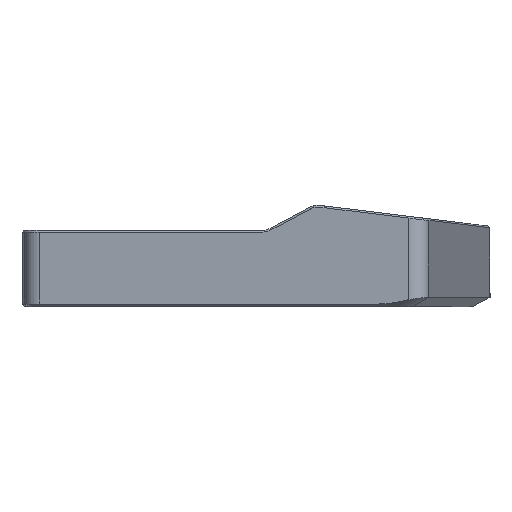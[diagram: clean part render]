
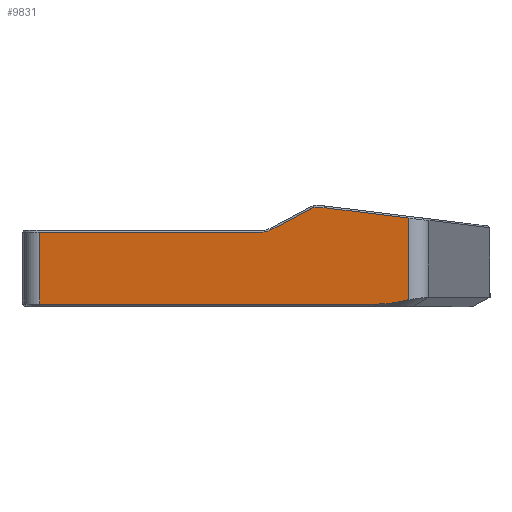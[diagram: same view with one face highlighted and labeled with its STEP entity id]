
A CAD part, left-side view. The second image highlights one B-rep face of the part: STEP entity #9831.
In plain terms, the highlighted planar face has unit normal (-0.993, 0.122, 0).
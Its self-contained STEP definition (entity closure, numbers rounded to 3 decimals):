
#44=ELLIPSE('',#10481,24.472,10.4);
#45=ELLIPSE('',#10520,3.138,2.692);
#46=ELLIPSE('',#10521,3.167,2.702);
#47=ELLIPSE('',#10522,3.834,3.31);
#48=ELLIPSE('',#10523,3.861,3.316);
#277=PLANE('',#10519);
#782=FACE_OUTER_BOUND('',#1344,.T.);
#1344=EDGE_LOOP('',(#8657,#8658,#8659,#8660,#8661,#8662,#8663,#8664,#8665,
#8666,#8667,#8668,#8669,#8670,#8671,#8672));
#2450=LINE('',#30924,#3178);
#2728=LINE('',#32212,#3456);
#2775=LINE('',#32325,#3503);
#2776=LINE('',#32327,#3504);
#2777=LINE('',#32329,#3505);
#2778=LINE('',#32331,#3506);
#2779=LINE('',#32337,#3507);
#2780=LINE('',#32339,#3508);
#2781=LINE('',#32345,#3509);
#2782=LINE('',#32347,#3510);
#2783=LINE('',#32348,#3511);
#3178=VECTOR('',#11616,10.);
#3456=VECTOR('',#12280,10.);
#3503=VECTOR('',#12401,10.);
#3504=VECTOR('',#12402,10.);
#3505=VECTOR('',#12403,10.);
#3506=VECTOR('',#12404,10.);
#3507=VECTOR('',#12409,10.);
#3508=VECTOR('',#12410,10.);
#3509=VECTOR('',#12415,10.);
#3510=VECTOR('',#12416,10.);
#3511=VECTOR('',#12417,10.);
#4250=VERTEX_POINT('',#30906);
#4251=VERTEX_POINT('',#30923);
#4480=VERTEX_POINT('',#32207);
#4481=VERTEX_POINT('',#32211);
#4510=VERTEX_POINT('',#32324);
#4511=VERTEX_POINT('',#32326);
#4512=VERTEX_POINT('',#32328);
#4513=VERTEX_POINT('',#32330);
#4514=VERTEX_POINT('',#32332);
#4515=VERTEX_POINT('',#32334);
#4516=VERTEX_POINT('',#32336);
#4517=VERTEX_POINT('',#32338);
#4518=VERTEX_POINT('',#32340);
#4519=VERTEX_POINT('',#32342);
#4520=VERTEX_POINT('',#32344);
#4521=VERTEX_POINT('',#32346);
#5488=EDGE_CURVE('',#4250,#4251,#2450,.T.);
#5861=EDGE_CURVE('',#4251,#4480,#44,.T.);
#5863=EDGE_CURVE('',#4481,#4480,#2728,.T.);
#5920=EDGE_CURVE('',#4510,#4250,#2775,.T.);
#5921=EDGE_CURVE('',#4511,#4510,#2776,.T.);
#5922=EDGE_CURVE('',#4512,#4511,#2777,.T.);
#5923=EDGE_CURVE('',#4513,#4512,#2778,.T.);
#5924=EDGE_CURVE('',#4514,#4513,#45,.T.);
#5925=EDGE_CURVE('',#4515,#4514,#46,.T.);
#5926=EDGE_CURVE('',#4516,#4515,#2779,.T.);
#5927=EDGE_CURVE('',#4517,#4516,#2780,.T.);
#5928=EDGE_CURVE('',#4518,#4517,#47,.T.);
#5929=EDGE_CURVE('',#4519,#4518,#48,.T.);
#5930=EDGE_CURVE('',#4520,#4519,#2781,.T.);
#5931=EDGE_CURVE('',#4521,#4520,#2782,.T.);
#5932=EDGE_CURVE('',#4481,#4521,#2783,.T.);
#8657=ORIENTED_EDGE('',*,*,#5863,.T.);
#8658=ORIENTED_EDGE('',*,*,#5861,.F.);
#8659=ORIENTED_EDGE('',*,*,#5488,.F.);
#8660=ORIENTED_EDGE('',*,*,#5920,.F.);
#8661=ORIENTED_EDGE('',*,*,#5921,.F.);
#8662=ORIENTED_EDGE('',*,*,#5922,.F.);
#8663=ORIENTED_EDGE('',*,*,#5923,.F.);
#8664=ORIENTED_EDGE('',*,*,#5924,.F.);
#8665=ORIENTED_EDGE('',*,*,#5925,.F.);
#8666=ORIENTED_EDGE('',*,*,#5926,.F.);
#8667=ORIENTED_EDGE('',*,*,#5927,.F.);
#8668=ORIENTED_EDGE('',*,*,#5928,.F.);
#8669=ORIENTED_EDGE('',*,*,#5929,.F.);
#8670=ORIENTED_EDGE('',*,*,#5930,.F.);
#8671=ORIENTED_EDGE('',*,*,#5931,.F.);
#8672=ORIENTED_EDGE('',*,*,#5932,.F.);
#9831=ADVANCED_FACE('',(#782),#277,.T.);
#10481=AXIS2_PLACEMENT_3D('',#32208,#12275,#12276);
#10519=AXIS2_PLACEMENT_3D('',#32323,#12399,#12400);
#10520=AXIS2_PLACEMENT_3D('',#32333,#12405,#12406);
#10521=AXIS2_PLACEMENT_3D('',#32335,#12407,#12408);
#10522=AXIS2_PLACEMENT_3D('',#32341,#12411,#12412);
#10523=AXIS2_PLACEMENT_3D('',#32343,#12413,#12414);
#11616=DIRECTION('',(0.,0.,-1.));
#12275=DIRECTION('center_axis',(0.993,-0.122,0.));
#12276=DIRECTION('ref_axis',(0.108,0.876,-0.469));
#12280=DIRECTION('',(-0.122,-0.993,0.));
#12399=DIRECTION('center_axis',(-0.993,0.122,0.));
#12400=DIRECTION('ref_axis',(0.122,0.993,0.));
#12401=DIRECTION('',(-0.121,-0.985,-0.121));
#12402=DIRECTION('',(-0.121,-0.985,-0.121));
#12403=DIRECTION('',(-0.122,-0.993,0.));
#12404=DIRECTION('',(-0.121,-0.985,-0.121));
#12405=DIRECTION('center_axis',(0.993,-0.122,0.));
#12406=DIRECTION('ref_axis',(-0.121,-0.987,-0.11));
#12407=DIRECTION('center_axis',(0.993,-0.122,0.));
#12408=DIRECTION('ref_axis',(-0.12,-0.977,0.179));
#12409=DIRECTION('',(-0.108,-0.878,0.467));
#12410=DIRECTION('',(-0.108,-0.878,0.467));
#12411=DIRECTION('center_axis',(-0.993,0.122,0.));
#12412=DIRECTION('ref_axis',(-0.109,-0.888,0.447));
#12413=DIRECTION('center_axis',(-0.993,0.122,0.));
#12414=DIRECTION('ref_axis',(-0.119,-0.967,0.226));
#12415=DIRECTION('',(-0.122,-0.993,0.));
#12416=DIRECTION('',(-0.122,-0.993,0.));
#12417=DIRECTION('',(0.,0.,1.));
#30906=CARTESIAN_POINT('',(0.487,18.604,20.32));
#30923=CARTESIAN_POINT('',(0.487,18.604,1.595));
#30924=CARTESIAN_POINT('',(0.487,18.604,9.5));
#32207=CARTESIAN_POINT('',(1.364,25.744,0.6));
#32208=CARTESIAN_POINT('Origin',(-0.321,12.017,15.308));
#32211=CARTESIAN_POINT('',(10.889,103.318,0.6));
#32212=CARTESIAN_POINT('',(2.696,36.594,0.6));
#32323=CARTESIAN_POINT('Origin',(0.009,14.709,8.));
#32324=CARTESIAN_POINT('',(0.493,18.652,20.326));
#32325=CARTESIAN_POINT('',(0.493,18.652,20.326));
#32326=CARTESIAN_POINT('',(2.687,36.52,22.52));
#32327=CARTESIAN_POINT('',(3.25,41.103,23.083));
#32328=CARTESIAN_POINT('',(2.696,36.594,22.52));
#32329=CARTESIAN_POINT('',(2.696,36.594,22.52));
#32330=CARTESIAN_POINT('',(3.,39.069,22.824));
#32331=CARTESIAN_POINT('',(3.259,41.178,23.083));
#32332=CARTESIAN_POINT('',(3.006,39.113,22.829));
#32333=CARTESIAN_POINT('Origin',(3.041,39.403,20.153));
#32334=CARTESIAN_POINT('',(3.262,41.201,22.429));
#32335=CARTESIAN_POINT('Origin',(3.075,39.678,20.133));
#32336=CARTESIAN_POINT('',(3.267,41.239,22.409));
#32337=CARTESIAN_POINT('',(3.267,41.239,22.409));
#32338=CARTESIAN_POINT('',(4.374,50.256,17.614));
#32339=CARTESIAN_POINT('',(2.969,38.813,23.699));
#32340=CARTESIAN_POINT('',(4.379,50.298,17.592));
#32341=CARTESIAN_POINT('Origin',(4.565,51.811,20.53));
#32342=CARTESIAN_POINT('',(4.627,52.319,17.1));
#32343=CARTESIAN_POINT('Origin',(4.596,52.063,20.446));
#32344=CARTESIAN_POINT('',(4.633,52.368,17.1));
#32345=CARTESIAN_POINT('',(4.633,52.368,17.1));
#32346=CARTESIAN_POINT('',(10.889,103.318,17.1));
#32347=CARTESIAN_POINT('',(3.17,40.452,17.1));
#32348=CARTESIAN_POINT('',(10.889,103.318,8.));
